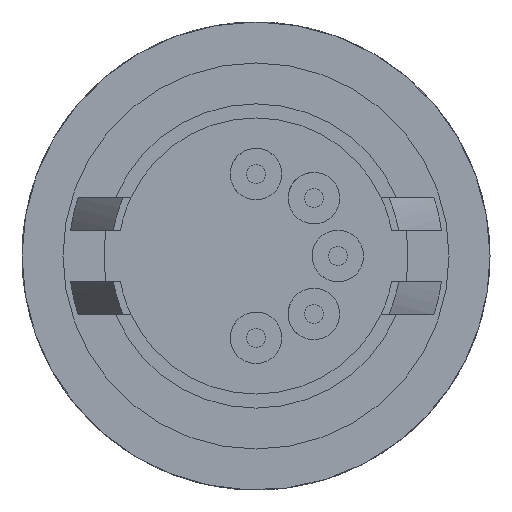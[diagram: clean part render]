
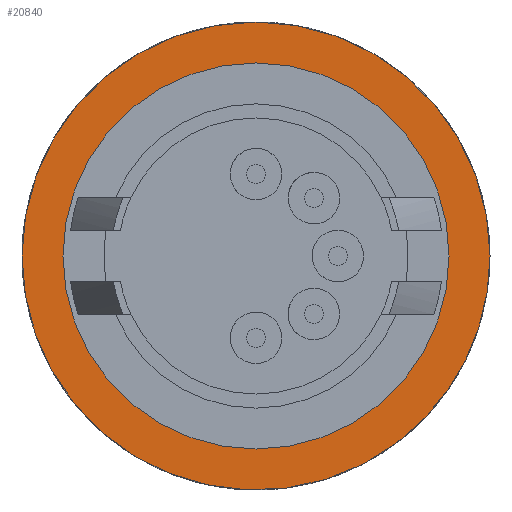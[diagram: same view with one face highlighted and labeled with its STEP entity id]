
A CAD part, front view. The second image highlights one B-rep face of the part: STEP entity #20840.
In plain terms, the highlighted planar face has unit normal (0, -1, 0).
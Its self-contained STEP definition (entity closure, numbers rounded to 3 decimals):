
#20000=CARTESIAN_POINT('',(20.154,12.83,0.));
#20010=VERTEX_POINT('',#20000);
#20360=CARTESIAN_POINT('',(0.154,12.83,
0.));
#20370=VERTEX_POINT('',#20360);
#20400=CARTESIAN_POINT('',(10.154,12.83,0.));
#20410=DIRECTION('',(0.,1.,0.));
#20420=DIRECTION('',(-1.,0.,0.));
#20430=AXIS2_PLACEMENT_3D('',#20400,#20410,#20420);
#20440=CIRCLE('',#20430,10.);
#20450=CARTESIAN_POINT('',(17.404,12.83,-6.887)
);
#20460=VERTEX_POINT('',#20450);
#20470=EDGE_CURVE('',#20460,#20370,#20440,.T.);
#20490=EDGE_CURVE('',#20010,#20460,#20440,.T.);
#20540=CARTESIAN_POINT('',(19.279,12.83,0.));
#20550=DIRECTION('',(-0.,-1.,-0.));
#20560=DIRECTION('',(-1.,0.,0.));
#20570=AXIS2_PLACEMENT_3D('',#20540,#20550,#20560);
#20580=PLANE('',#20570);
#20590=CARTESIAN_POINT('',(10.154,12.83,0.));
#20600=DIRECTION('',(0.,1.,0.));
#20610=DIRECTION('',(1.,0.,0.));
#20620=AXIS2_PLACEMENT_3D('',#20590,#20600,#20610);
#20630=CIRCLE('',#20620,8.25);
#20640=CARTESIAN_POINT('',(1.904,12.83,
0.));
#20650=VERTEX_POINT('',#20640);
#20660=CARTESIAN_POINT('',(18.404,12.83,0.));
#20670=VERTEX_POINT('',#20660);
#20680=EDGE_CURVE('',#20650,#20670,#20630,.T.);
#20690=ORIENTED_EDGE('',*,*,#20680,.T.);
#20700=CARTESIAN_POINT('',(10.154,12.83,-8.25));
#20710=VERTEX_POINT('',#20700);
#20720=EDGE_CURVE('',#20710,#20650,#20630,.T.);
#20730=ORIENTED_EDGE('',*,*,#20720,.T.);
#20740=EDGE_CURVE('',#20670,#20710,#20630,.T.);
#20750=ORIENTED_EDGE('',*,*,#20740,.T.);
#20760=EDGE_LOOP('',(#20750,#20730,#20690));
#20770=FACE_BOUND('',#20760,.T.);
#20780=ORIENTED_EDGE('',*,*,#20470,.F.);
#20790=EDGE_CURVE('',#20370,#20010,#20440,.T.);
#20800=ORIENTED_EDGE('',*,*,#20790,.F.);
#20810=ORIENTED_EDGE('',*,*,#20490,.F.);
#20820=EDGE_LOOP('',(#20810,#20800,#20780));
#20830=FACE_OUTER_BOUND('',#20820,.T.);
#20840=ADVANCED_FACE('',(#20770,#20830),#20580,.T.);
